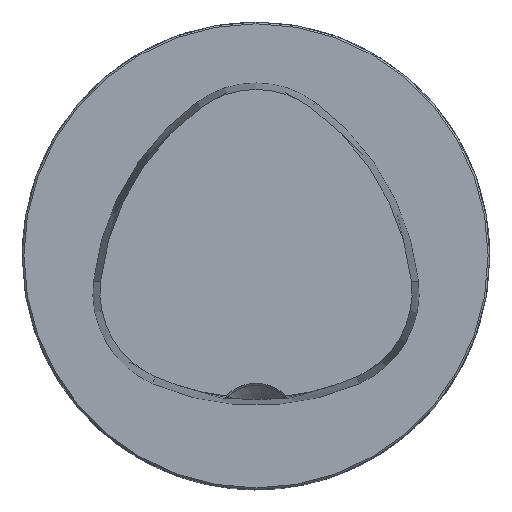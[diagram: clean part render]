
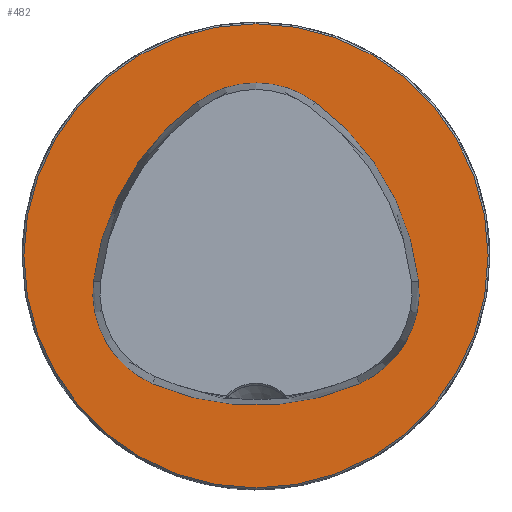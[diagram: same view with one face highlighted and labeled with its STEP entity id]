
A CAD part, top view. The second image highlights one B-rep face of the part: STEP entity #482.
In plain terms, the highlighted planar face has unit normal (0, 0, 1).
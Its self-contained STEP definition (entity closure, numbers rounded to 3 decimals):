
#482=ADVANCED_FACE('CU_E_LO_SU_1',(#701,#702),#619,.T.);
#619=PLANE('',#2029);
#701=FACE_BOUND('',#778,.T.);
#702=FACE_BOUND('',#779,.T.);
#778=EDGE_LOOP('',(#1001));
#779=EDGE_LOOP('',(#1002,#1003,#1004,#1005,#1006,#1007));
#1001=ORIENTED_EDGE('',*,*,#1669,.T.);
#1002=ORIENTED_EDGE('',*,*,#1670,.F.);
#1003=ORIENTED_EDGE('',*,*,#1671,.F.);
#1004=ORIENTED_EDGE('',*,*,#1672,.F.);
#1005=ORIENTED_EDGE('',*,*,#1673,.F.);
#1006=ORIENTED_EDGE('',*,*,#1667,.F.);
#1007=ORIENTED_EDGE('',*,*,#1674,.F.);
#1506=VERTEX_POINT('',#3253);
#1507=VERTEX_POINT('',#3255);
#1508=VERTEX_POINT('',#3259);
#1509=VERTEX_POINT('',#3261);
#1510=VERTEX_POINT('',#3262);
#1511=VERTEX_POINT('',#3264);
#1512=VERTEX_POINT('',#3266);
#1667=EDGE_CURVE('',#1506,#1507,#1882,.T.);
#1669=EDGE_CURVE('',#1508,#1508,#1883,.T.);
#1670=EDGE_CURVE('',#1509,#1510,#1884,.T.);
#1671=EDGE_CURVE('',#1511,#1509,#1885,.T.);
#1672=EDGE_CURVE('',#1512,#1511,#1886,.T.);
#1673=EDGE_CURVE('',#1507,#1512,#1887,.T.);
#1674=EDGE_CURVE('',#1510,#1506,#1888,.T.);
#1882=CIRCLE('',#2021,44.075);
#1883=CIRCLE('',#2023,39.7);
#1884=CIRCLE('',#2024,44.075);
#1885=CIRCLE('',#2025,17.075);
#1886=CIRCLE('',#2026,44.075);
#1887=CIRCLE('',#2027,17.075);
#1888=CIRCLE('',#2028,17.075);
#2021=AXIS2_PLACEMENT_3D('',#3254,#2308,#2309);
#2023=AXIS2_PLACEMENT_3D('',#3258,#2313,#2314);
#2024=AXIS2_PLACEMENT_3D('',#3260,#2315,#2316);
#2025=AXIS2_PLACEMENT_3D('',#3263,#2317,#2318);
#2026=AXIS2_PLACEMENT_3D('',#3265,#2319,#2320);
#2027=AXIS2_PLACEMENT_3D('',#3267,#2321,#2322);
#2028=AXIS2_PLACEMENT_3D('',#3268,#2323,#2324);
#2029=AXIS2_PLACEMENT_3D('',#3269,#2325,#2326);
#2308=DIRECTION('',(0.,0.,1.));
#2309=DIRECTION('',(1.,0.,0.));
#2313=DIRECTION('',(0.,0.,1.));
#2314=DIRECTION('',(1.,0.,0.));
#2315=DIRECTION('',(0.,0.,1.));
#2316=DIRECTION('',(1.,0.,0.));
#2317=DIRECTION('',(0.,0.,1.));
#2318=DIRECTION('',(1.,0.,0.));
#2319=DIRECTION('',(0.,0.,1.));
#2320=DIRECTION('',(1.,0.,0.));
#2321=DIRECTION('',(0.,0.,1.));
#2322=DIRECTION('',(1.,0.,0.));
#2323=DIRECTION('',(0.,0.,1.));
#2324=DIRECTION('',(1.,0.,0.));
#2325=DIRECTION('',(0.,0.,1.));
#2326=DIRECTION('',(1.,0.,0.));
#3253=CARTESIAN_POINT('',(-17.691,-21.869,0.));
#3254=CARTESIAN_POINT('',(0.,18.5,0.));
#3255=CARTESIAN_POINT('',(17.691,-21.869,0.));
#3258=CARTESIAN_POINT('',(0.,0.,0.));
#3259=CARTESIAN_POINT('',(39.7,0.,0.));
#3260=CARTESIAN_POINT('',(15.993,-9.254,0.));
#3261=CARTESIAN_POINT('',(-10.114,26.257,0.));
#3262=CARTESIAN_POINT('',(-27.805,-4.317,0.));
#3263=CARTESIAN_POINT('',(0.,12.5,0.));
#3264=CARTESIAN_POINT('',(10.114,26.257,0.));
#3265=CARTESIAN_POINT('',(-15.993,-9.254,0.));
#3266=CARTESIAN_POINT('',(27.805,-4.317,0.));
#3267=CARTESIAN_POINT('',(10.837,-6.23,0.));
#3268=CARTESIAN_POINT('',(-10.837,-6.23,0.));
#3269=CARTESIAN_POINT('',(0.,0.,0.));
